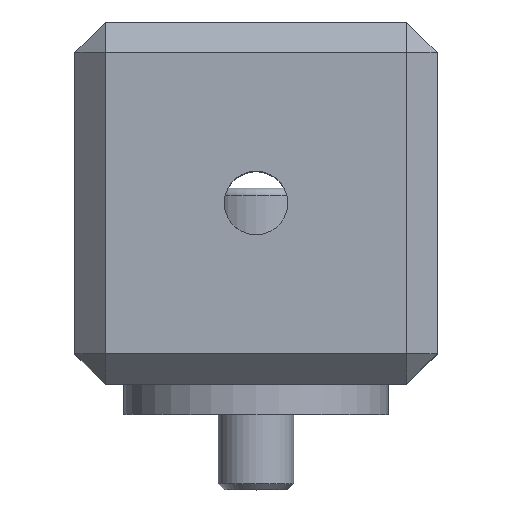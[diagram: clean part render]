
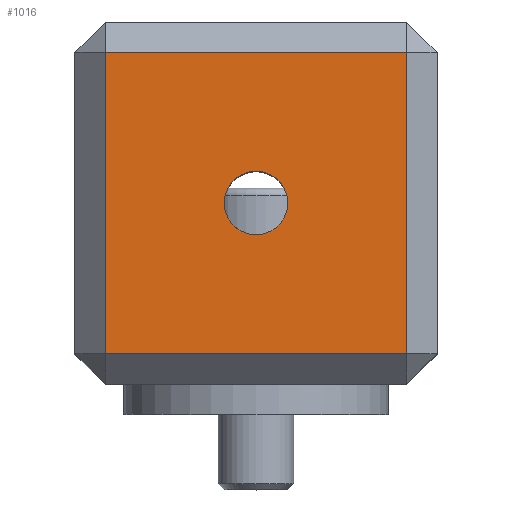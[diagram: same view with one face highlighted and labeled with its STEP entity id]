
A CAD part, top view. The second image highlights one B-rep face of the part: STEP entity #1016.
In plain terms, the highlighted planar face has unit normal (0, 0, 1).
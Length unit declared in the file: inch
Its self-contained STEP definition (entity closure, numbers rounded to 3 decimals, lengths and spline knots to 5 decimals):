
#73=FACE_BOUND('',#267,.T.);
#98=CIRCLE('',#1093,0.1055);
#170=FACE_OUTER_BOUND('',#266,.T.);
#266=EDGE_LOOP('',(#830,#831,#832,#833));
#267=EDGE_LOOP('',(#834));
#335=LINE('',#1760,#413);
#338=LINE('',#1765,#416);
#341=LINE('',#1770,#419);
#343=LINE('',#1773,#421);
#413=VECTOR('',#1358,0.3937);
#416=VECTOR('',#1365,0.3937);
#419=VECTOR('',#1372,0.3937);
#421=VECTOR('',#1376,0.3937);
#479=VERTEX_POINT('',#1689);
#489=VERTEX_POINT('',#1716);
#494=VERTEX_POINT('',#1729);
#498=VERTEX_POINT('',#1746);
#500=VERTEX_POINT('',#1752);
#569=EDGE_CURVE('',#479,#479,#98,.T.);
#602=EDGE_CURVE('',#500,#494,#335,.T.);
#605=EDGE_CURVE('',#498,#500,#338,.T.);
#608=EDGE_CURVE('',#489,#498,#341,.T.);
#610=EDGE_CURVE('',#494,#489,#343,.T.);
#830=ORIENTED_EDGE('',*,*,#602,.F.);
#831=ORIENTED_EDGE('',*,*,#605,.F.);
#832=ORIENTED_EDGE('',*,*,#608,.F.);
#833=ORIENTED_EDGE('',*,*,#610,.F.);
#834=ORIENTED_EDGE('',*,*,#569,.T.);
#884=PLANE('',#1122);
#1016=ADVANCED_FACE('',(#170,#73),#884,.T.);
#1093=AXIS2_PLACEMENT_3D('',#1690,#1293,#1294);
#1122=AXIS2_PLACEMENT_3D('',#1786,#1395,#1396);
#1293=DIRECTION('center_axis',(0.,0.,-1.));
#1294=DIRECTION('ref_axis',(1.,0.,0.));
#1358=DIRECTION('',(-1.,0.,0.));
#1365=DIRECTION('',(0.,-1.,0.));
#1372=DIRECTION('',(1.,0.,0.));
#1376=DIRECTION('',(0.,1.,0.));
#1395=DIRECTION('center_axis',(0.,0.,1.));
#1396=DIRECTION('ref_axis',(1.,0.,0.));
#1689=CARTESIAN_POINT('',(0.1055,0.6,0.6));
#1690=CARTESIAN_POINT('Origin',(0.,0.6,0.6));
#1716=CARTESIAN_POINT('',(-0.5,1.1,0.6));
#1729=CARTESIAN_POINT('',(-0.5,0.1,0.6));
#1746=CARTESIAN_POINT('',(0.5,1.1,0.6));
#1752=CARTESIAN_POINT('',(0.5,0.1,0.6));
#1760=CARTESIAN_POINT('',(0.3,0.1,0.6));
#1765=CARTESIAN_POINT('',(0.5,0.,0.6));
#1770=CARTESIAN_POINT('',(0.3,1.1,0.6));
#1773=CARTESIAN_POINT('',(-0.5,0.,0.6));
#1786=CARTESIAN_POINT('Origin',(0.6,0.,0.6));
